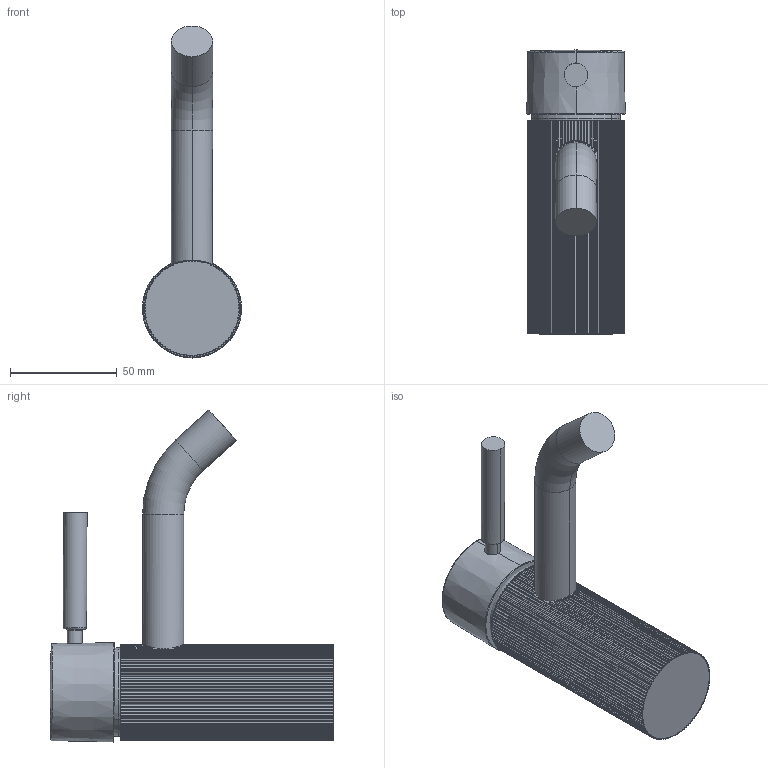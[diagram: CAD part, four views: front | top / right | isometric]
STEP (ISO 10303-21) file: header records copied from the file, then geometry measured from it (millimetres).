
FILE_DESCRIPTION (( 'STEP AP214' ), '1' );
FILE_NAME ('33505660.STEP', '2022-03-16T09:18:29', ( '' ), ( '' ), 'SwSTEP 2.0', 'SolidWorks 2020', '' );
FILE_SCHEMA (( 'AUTOMOTIVE_DESIGN' ));
Length unit declared in the file: millimetre
Products named in the file (7): 33505660; Planungsmodell_Haube-+-09.28.30.041.90-01; Planungsmodell_Stopfen-+-09.31.20.109.90-01; Planungsmodell_Auslauf-+-09.11.06.206-01; Planungsmodell_Griff Hebel-+-09.20.66.001-01_K2_D11; Planungsmodell_Koerper-+-09.19.66.004-3; Planungsmodell_Hebel Unterteil-+-09.20.66.002-01_K1
Assembly tree (6 placements, depth 2):
  33505660
    Planungsmodell_Koerper-+-09.19.66.004-3
    Planungsmodell_Auslauf-+-09.11.06.206-01
    Planungsmodell_Griff Hebel-+-09.20.66.001-01_K2_D11
    Planungsmodell_Haube-+-09.28.30.041.90-01
    Planungsmodell_Hebel Unterteil-+-09.20.66.002-01_K1
    Planungsmodell_Stopfen-+-09.31.20.109.90-01
Bounding box: 46.49 x 133.02 x 155.52 mm (x, y, z)
Volume: 261683.2 mm3; surface area: 43769.1 mm2
Topology: 6 solids, 6 shells, 339 faces, 983 edges, 635 vertices
Faces by surface type: cylinder 261, sphere 45, torus 16, plane 13, cone 4
Entity records: 11826 total; most frequent: CARTESIAN_POINT 2379, DIRECTION 2190, ORIENTED_EDGE 1880, AXIS2_PLACEMENT_3D 949, EDGE_CURVE 940, VERTEX_POINT 616, CIRCLE 601, EDGE_LOOP 342
